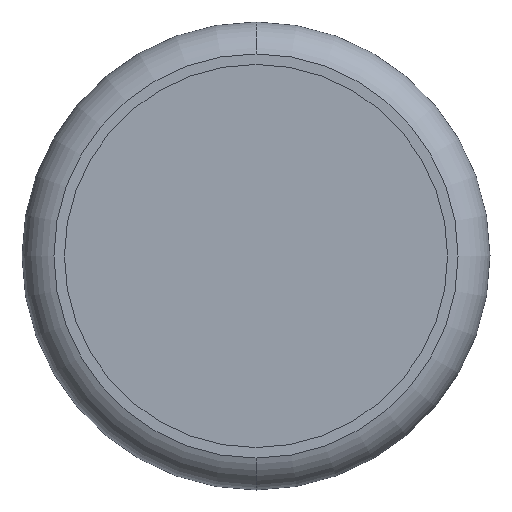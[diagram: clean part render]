
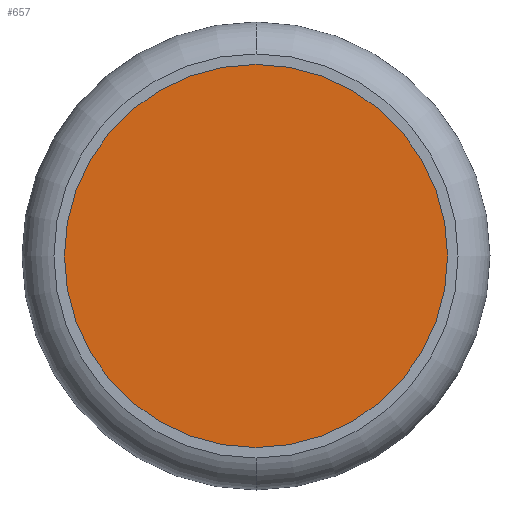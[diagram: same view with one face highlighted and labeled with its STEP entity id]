
A CAD part, front view. The second image highlights one B-rep face of the part: STEP entity #657.
In plain terms, the highlighted planar face has unit normal (0, -1, 0).
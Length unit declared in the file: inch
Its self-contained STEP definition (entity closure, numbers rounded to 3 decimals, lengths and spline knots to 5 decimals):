
#14 = CARTESIAN_POINT ( 'NONE',  ( 0., -0.63539, -1.4325 ) ) ;
#23 = DIRECTION ( 'NONE',  ( -0.843, 0., -0.539 ) ) ;
#24 = DIRECTION ( 'NONE',  ( 0., 1., 0. ) ) ;
#30 = PLANE ( 'NONE',  #720 ) ;
#33 = CARTESIAN_POINT ( 'NONE',  ( 0., -0.63539, 0. ) ) ;
#91 = CARTESIAN_POINT ( 'NONE',  ( 0., -0.63539, 1.4325 ) ) ;
#179 = CIRCLE ( 'NONE', #681, 1.4325 ) ;
#183 = CIRCLE ( 'NONE', #684, 1.4325 ) ;
#247 = FACE_OUTER_BOUND ( 'NONE', #336, .T. ) ;
#306 = VERTEX_POINT ( 'NONE', #91 ) ;
#332 = VERTEX_POINT ( 'NONE', #14 ) ;
#336 = EDGE_LOOP ( 'NONE', ( #441, #442 ) ) ;
#441 = ORIENTED_EDGE ( 'NONE', *, *, #801, .F. ) ;
#442 = ORIENTED_EDGE ( 'NONE', *, *, #797, .F. ) ;
#515 = DIRECTION ( 'NONE',  ( -0.843, 0., -0.539 ) ) ;
#516 = DIRECTION ( 'NONE',  ( 0., 1., 0. ) ) ;
#517 = CARTESIAN_POINT ( 'NONE',  ( 0., -0.63539, 0. ) ) ;
#526 = DIRECTION ( 'NONE',  ( -0.843, 0., -0.539 ) ) ;
#527 = DIRECTION ( 'NONE',  ( 0., 1., 0. ) ) ;
#529 = CARTESIAN_POINT ( 'NONE',  ( 0., -0.63539, 0. ) ) ;
#657 = ADVANCED_FACE ( 'NONE', ( #247 ), #30, .F. ) ;
#681 = AXIS2_PLACEMENT_3D ( 'NONE', #517, #516, #515 ) ;
#684 = AXIS2_PLACEMENT_3D ( 'NONE', #529, #527, #526 ) ;
#720 = AXIS2_PLACEMENT_3D ( 'NONE', #33, #24, #23 ) ;
#797 = EDGE_CURVE ( 'NONE', #332, #306, #183, .T. ) ;
#801 = EDGE_CURVE ( 'NONE', #306, #332, #179, .T. ) ;
